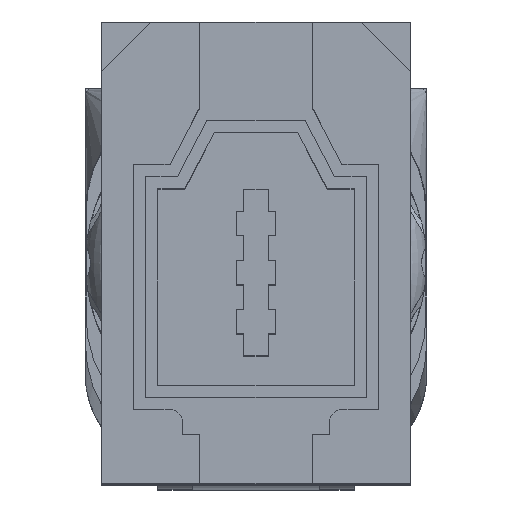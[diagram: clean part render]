
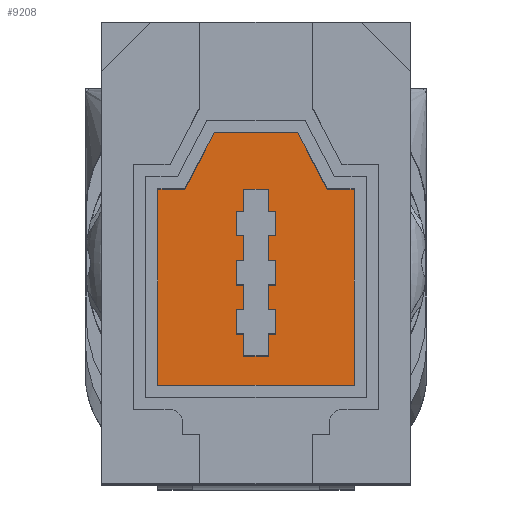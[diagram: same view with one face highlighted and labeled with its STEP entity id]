
A CAD part, top view. The second image highlights one B-rep face of the part: STEP entity #9208.
In plain terms, the highlighted planar face has unit normal (0, 0, 1).
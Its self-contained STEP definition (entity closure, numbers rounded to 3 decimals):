
#56=LINE('',#12109,#834);
#57=LINE('',#12112,#835);
#58=LINE('',#12114,#836);
#59=LINE('',#12116,#837);
#60=LINE('',#12118,#838);
#61=LINE('',#12120,#839);
#62=LINE('',#12122,#840);
#63=LINE('',#12124,#841);
#64=LINE('',#12125,#842);
#65=LINE('',#12128,#843);
#66=LINE('',#12130,#844);
#67=LINE('',#12132,#845);
#68=LINE('',#12134,#846);
#69=LINE('',#12136,#847);
#70=LINE('',#12138,#848);
#71=LINE('',#12140,#849);
#72=LINE('',#12142,#850);
#73=LINE('',#12144,#851);
#74=LINE('',#12146,#852);
#75=LINE('',#12148,#853);
#76=LINE('',#12150,#854);
#77=LINE('',#12152,#855);
#78=LINE('',#12154,#856);
#79=LINE('',#12156,#857);
#80=LINE('',#12158,#858);
#81=LINE('',#12160,#859);
#82=LINE('',#12162,#860);
#83=LINE('',#12164,#861);
#84=LINE('',#12166,#862);
#85=LINE('',#12168,#863);
#86=LINE('',#12170,#864);
#87=LINE('',#12172,#865);
#88=LINE('',#12174,#866);
#89=LINE('',#12176,#867);
#90=LINE('',#12178,#868);
#91=LINE('',#12180,#869);
#834=VECTOR('',#10168,1000.);
#835=VECTOR('',#10169,1000.);
#836=VECTOR('',#10170,1000.);
#837=VECTOR('',#10171,1000.);
#838=VECTOR('',#10172,1000.);
#839=VECTOR('',#10173,1000.);
#840=VECTOR('',#10174,1000.);
#841=VECTOR('',#10175,1000.);
#842=VECTOR('',#10176,1000.);
#843=VECTOR('',#10177,1000.);
#844=VECTOR('',#10178,1000.);
#845=VECTOR('',#10179,1000.);
#846=VECTOR('',#10180,1000.);
#847=VECTOR('',#10181,1000.);
#848=VECTOR('',#10182,1000.);
#849=VECTOR('',#10183,1000.);
#850=VECTOR('',#10184,1000.);
#851=VECTOR('',#10185,1000.);
#852=VECTOR('',#10186,1000.);
#853=VECTOR('',#10187,1000.);
#854=VECTOR('',#10188,1000.);
#855=VECTOR('',#10189,1000.);
#856=VECTOR('',#10190,1000.);
#857=VECTOR('',#10191,1000.);
#858=VECTOR('',#10192,1000.);
#859=VECTOR('',#10193,1000.);
#860=VECTOR('',#10194,1000.);
#861=VECTOR('',#10195,1000.);
#862=VECTOR('',#10196,1000.);
#863=VECTOR('',#10197,1000.);
#864=VECTOR('',#10198,1000.);
#865=VECTOR('',#10199,1000.);
#866=VECTOR('',#10200,1000.);
#867=VECTOR('',#10201,1000.);
#868=VECTOR('',#10202,1000.);
#869=VECTOR('',#10203,1000.);
#1612=PLANE('',#9579);
#2071=ORIENTED_EDGE('',*,*,#4115,.T.);
#2072=ORIENTED_EDGE('',*,*,#4116,.T.);
#2073=ORIENTED_EDGE('',*,*,#4117,.T.);
#2074=ORIENTED_EDGE('',*,*,#4118,.T.);
#2075=ORIENTED_EDGE('',*,*,#4119,.T.);
#2076=ORIENTED_EDGE('',*,*,#4120,.T.);
#2077=ORIENTED_EDGE('',*,*,#4121,.T.);
#2078=ORIENTED_EDGE('',*,*,#4122,.T.);
#2079=ORIENTED_EDGE('',*,*,#4123,.T.);
#2080=ORIENTED_EDGE('',*,*,#4124,.T.);
#2081=ORIENTED_EDGE('',*,*,#4125,.T.);
#2082=ORIENTED_EDGE('',*,*,#4126,.T.);
#2083=ORIENTED_EDGE('',*,*,#4127,.T.);
#2084=ORIENTED_EDGE('',*,*,#4128,.T.);
#2085=ORIENTED_EDGE('',*,*,#4129,.T.);
#2086=ORIENTED_EDGE('',*,*,#4130,.T.);
#2087=ORIENTED_EDGE('',*,*,#4131,.T.);
#2088=ORIENTED_EDGE('',*,*,#4132,.T.);
#2089=ORIENTED_EDGE('',*,*,#4133,.T.);
#2090=ORIENTED_EDGE('',*,*,#4134,.T.);
#2091=ORIENTED_EDGE('',*,*,#4135,.T.);
#2092=ORIENTED_EDGE('',*,*,#4136,.T.);
#2093=ORIENTED_EDGE('',*,*,#4137,.T.);
#2094=ORIENTED_EDGE('',*,*,#4138,.T.);
#2095=ORIENTED_EDGE('',*,*,#4139,.T.);
#2096=ORIENTED_EDGE('',*,*,#4140,.T.);
#2097=ORIENTED_EDGE('',*,*,#4141,.T.);
#2098=ORIENTED_EDGE('',*,*,#4142,.T.);
#2099=ORIENTED_EDGE('',*,*,#4143,.T.);
#2100=ORIENTED_EDGE('',*,*,#4144,.T.);
#2101=ORIENTED_EDGE('',*,*,#4145,.T.);
#2102=ORIENTED_EDGE('',*,*,#4146,.T.);
#2103=ORIENTED_EDGE('',*,*,#4147,.T.);
#2104=ORIENTED_EDGE('',*,*,#4148,.T.);
#2105=ORIENTED_EDGE('',*,*,#4149,.T.);
#2106=ORIENTED_EDGE('',*,*,#4150,.T.);
#4115=EDGE_CURVE('',#5137,#5138,#56,.T.);
#4116=EDGE_CURVE('',#5138,#5139,#57,.T.);
#4117=EDGE_CURVE('',#5139,#5140,#58,.T.);
#4118=EDGE_CURVE('',#5140,#5141,#59,.T.);
#4119=EDGE_CURVE('',#5141,#5142,#60,.T.);
#4120=EDGE_CURVE('',#5142,#5143,#61,.T.);
#4121=EDGE_CURVE('',#5143,#5144,#62,.T.);
#4122=EDGE_CURVE('',#5144,#5137,#63,.T.);
#4123=EDGE_CURVE('',#5145,#5146,#64,.T.);
#4124=EDGE_CURVE('',#5146,#5147,#65,.T.);
#4125=EDGE_CURVE('',#5147,#5148,#66,.T.);
#4126=EDGE_CURVE('',#5148,#5149,#67,.T.);
#4127=EDGE_CURVE('',#5149,#5150,#68,.T.);
#4128=EDGE_CURVE('',#5150,#5151,#69,.T.);
#4129=EDGE_CURVE('',#5151,#5152,#70,.T.);
#4130=EDGE_CURVE('',#5152,#5153,#71,.T.);
#4131=EDGE_CURVE('',#5153,#5154,#72,.T.);
#4132=EDGE_CURVE('',#5154,#5155,#73,.T.);
#4133=EDGE_CURVE('',#5155,#5156,#74,.T.);
#4134=EDGE_CURVE('',#5156,#5157,#75,.T.);
#4135=EDGE_CURVE('',#5157,#5158,#76,.T.);
#4136=EDGE_CURVE('',#5158,#5159,#77,.T.);
#4137=EDGE_CURVE('',#5159,#5160,#78,.T.);
#4138=EDGE_CURVE('',#5160,#5161,#79,.T.);
#4139=EDGE_CURVE('',#5161,#5162,#80,.T.);
#4140=EDGE_CURVE('',#5162,#5163,#81,.T.);
#4141=EDGE_CURVE('',#5163,#5164,#82,.T.);
#4142=EDGE_CURVE('',#5164,#5165,#83,.T.);
#4143=EDGE_CURVE('',#5165,#5166,#84,.T.);
#4144=EDGE_CURVE('',#5166,#5167,#85,.T.);
#4145=EDGE_CURVE('',#5167,#5168,#86,.T.);
#4146=EDGE_CURVE('',#5168,#5169,#87,.T.);
#4147=EDGE_CURVE('',#5169,#5170,#88,.T.);
#4148=EDGE_CURVE('',#5170,#5171,#89,.T.);
#4149=EDGE_CURVE('',#5171,#5172,#90,.T.);
#4150=EDGE_CURVE('',#5172,#5145,#91,.T.);
#5137=VERTEX_POINT('',#12110);
#5138=VERTEX_POINT('',#12111);
#5139=VERTEX_POINT('',#12113);
#5140=VERTEX_POINT('',#12115);
#5141=VERTEX_POINT('',#12117);
#5142=VERTEX_POINT('',#12119);
#5143=VERTEX_POINT('',#12121);
#5144=VERTEX_POINT('',#12123);
#5145=VERTEX_POINT('',#12126);
#5146=VERTEX_POINT('',#12127);
#5147=VERTEX_POINT('',#12129);
#5148=VERTEX_POINT('',#12131);
#5149=VERTEX_POINT('',#12133);
#5150=VERTEX_POINT('',#12135);
#5151=VERTEX_POINT('',#12137);
#5152=VERTEX_POINT('',#12139);
#5153=VERTEX_POINT('',#12141);
#5154=VERTEX_POINT('',#12143);
#5155=VERTEX_POINT('',#12145);
#5156=VERTEX_POINT('',#12147);
#5157=VERTEX_POINT('',#12149);
#5158=VERTEX_POINT('',#12151);
#5159=VERTEX_POINT('',#12153);
#5160=VERTEX_POINT('',#12155);
#5161=VERTEX_POINT('',#12157);
#5162=VERTEX_POINT('',#12159);
#5163=VERTEX_POINT('',#12161);
#5164=VERTEX_POINT('',#12163);
#5165=VERTEX_POINT('',#12165);
#5166=VERTEX_POINT('',#12167);
#5167=VERTEX_POINT('',#12169);
#5168=VERTEX_POINT('',#12171);
#5169=VERTEX_POINT('',#12173);
#5170=VERTEX_POINT('',#12175);
#5171=VERTEX_POINT('',#12177);
#5172=VERTEX_POINT('',#12179);
#5861=EDGE_LOOP('',(#2071,#2072,#2073,#2074,#2075,#2076,#2077,#2078));
#5862=EDGE_LOOP('',(#2079,#2080,#2081,#2082,#2083,#2084,#2085,#2086,#2087,
#2088,#2089,#2090,#2091,#2092,#2093,#2094,#2095,#2096,#2097,#2098,#2099,
#2100,#2101,#2102,#2103,#2104,#2105,#2106));
#6239=FACE_BOUND('',#5861,.T.);
#6240=FACE_BOUND('',#5862,.T.);
#9208=ADVANCED_FACE('',(#6239,#6240),#1612,.T.);
#9579=AXIS2_PLACEMENT_3D('',#12108,#10166,#10167);
#10166=DIRECTION('',(0.,0.,1.));
#10167=DIRECTION('',(1.,0.,0.));
#10168=DIRECTION('',(-1.,0.,0.));
#10169=DIRECTION('',(0.,-1.,0.));
#10170=DIRECTION('',(1.,0.,0.));
#10171=DIRECTION('',(0.,1.,0.));
#10172=DIRECTION('',(-1.,0.,0.));
#10173=DIRECTION('',(-0.463,0.887,0.));
#10174=DIRECTION('',(-1.,0.,0.));
#10175=DIRECTION('',(-0.463,-0.887,0.));
#10176=DIRECTION('',(-1.,0.,0.));
#10177=DIRECTION('',(0.,1.,0.));
#10178=DIRECTION('',(1.,0.,0.));
#10179=DIRECTION('',(0.,1.,0.));
#10180=DIRECTION('',(-1.,0.,0.));
#10181=DIRECTION('',(0.,1.,0.));
#10182=DIRECTION('',(1.,0.,0.));
#10183=DIRECTION('',(0.,1.,0.));
#10184=DIRECTION('',(1.,0.,0.));
#10185=DIRECTION('',(0.,-1.,0.));
#10186=DIRECTION('',(1.,0.,0.));
#10187=DIRECTION('',(0.,-1.,0.));
#10188=DIRECTION('',(-1.,0.,0.));
#10189=DIRECTION('',(0.,-1.,0.));
#10190=DIRECTION('',(1.,0.,0.));
#10191=DIRECTION('',(0.,-1.,0.));
#10192=DIRECTION('',(-1.,0.,0.));
#10193=DIRECTION('',(0.,-1.,0.));
#10194=DIRECTION('',(1.,0.,0.));
#10195=DIRECTION('',(0.,-1.,0.));
#10196=DIRECTION('',(-1.,0.,0.));
#10197=DIRECTION('',(0.,-1.,0.));
#10198=DIRECTION('',(-1.,0.,0.));
#10199=DIRECTION('',(0.,1.,0.));
#10200=DIRECTION('',(-1.,0.,0.));
#10201=DIRECTION('',(0.,1.,0.));
#10202=DIRECTION('',(1.,0.,0.));
#10203=DIRECTION('',(0.,1.,0.));
#12108=CARTESIAN_POINT('',(0.,0.,183.2));
#12109=CARTESIAN_POINT('',(-2.9,2.6,183.2));
#12110=CARTESIAN_POINT('',(-2.9,2.6,183.2));
#12111=CARTESIAN_POINT('',(-4.,2.6,183.2));
#12112=CARTESIAN_POINT('',(-4.,2.6,183.2));
#12113=CARTESIAN_POINT('',(-4.,-5.4,183.2));
#12114=CARTESIAN_POINT('',(-4.,-5.4,183.2));
#12115=CARTESIAN_POINT('',(4.,-5.4,183.2));
#12116=CARTESIAN_POINT('',(4.,-5.4,183.2));
#12117=CARTESIAN_POINT('',(4.,2.6,183.2));
#12118=CARTESIAN_POINT('',(4.,2.6,183.2));
#12119=CARTESIAN_POINT('',(2.9,2.6,183.2));
#12120=CARTESIAN_POINT('',(2.9,2.6,183.2));
#12121=CARTESIAN_POINT('',(1.7,4.9,183.2));
#12122=CARTESIAN_POINT('',(1.7,4.9,183.2));
#12123=CARTESIAN_POINT('',(-1.7,4.9,183.2));
#12124=CARTESIAN_POINT('',(-1.7,4.9,183.2));
#12125=CARTESIAN_POINT('',(0.,-1.3,183.2));
#12126=CARTESIAN_POINT('',(-0.5,-1.3,183.2));
#12127=CARTESIAN_POINT('',(-0.8,-1.3,183.2));
#12128=CARTESIAN_POINT('',(-0.8,0.,183.2));
#12129=CARTESIAN_POINT('',(-0.8,-0.3,183.2));
#12130=CARTESIAN_POINT('',(0.,-0.3,183.2));
#12131=CARTESIAN_POINT('',(-0.5,-0.3,183.2));
#12132=CARTESIAN_POINT('',(-0.5,0.,183.2));
#12133=CARTESIAN_POINT('',(-0.5,0.7,183.2));
#12134=CARTESIAN_POINT('',(0.,0.7,183.2));
#12135=CARTESIAN_POINT('',(-0.8,0.7,183.2));
#12136=CARTESIAN_POINT('',(-0.8,0.,183.2));
#12137=CARTESIAN_POINT('',(-0.8,1.7,183.2));
#12138=CARTESIAN_POINT('',(0.,1.7,183.2));
#12139=CARTESIAN_POINT('',(-0.5,1.7,183.2));
#12140=CARTESIAN_POINT('',(-0.5,0.,183.2));
#12141=CARTESIAN_POINT('',(-0.5,2.6,183.2));
#12142=CARTESIAN_POINT('',(0.,2.6,183.2));
#12143=CARTESIAN_POINT('',(0.5,2.6,183.2));
#12144=CARTESIAN_POINT('',(0.5,0.,183.2));
#12145=CARTESIAN_POINT('',(0.5,1.7,183.2));
#12146=CARTESIAN_POINT('',(0.,1.7,183.2));
#12147=CARTESIAN_POINT('',(0.8,1.7,183.2));
#12148=CARTESIAN_POINT('',(0.8,0.,183.2));
#12149=CARTESIAN_POINT('',(0.8,0.7,183.2));
#12150=CARTESIAN_POINT('',(0.,0.7,183.2));
#12151=CARTESIAN_POINT('',(0.5,0.7,183.2));
#12152=CARTESIAN_POINT('',(0.5,0.,183.2));
#12153=CARTESIAN_POINT('',(0.5,-0.3,183.2));
#12154=CARTESIAN_POINT('',(0.,-0.3,183.2));
#12155=CARTESIAN_POINT('',(0.8,-0.3,183.2));
#12156=CARTESIAN_POINT('',(0.8,0.,183.2));
#12157=CARTESIAN_POINT('',(0.8,-1.3,183.2));
#12158=CARTESIAN_POINT('',(0.,-1.3,183.2));
#12159=CARTESIAN_POINT('',(0.5,-1.3,183.2));
#12160=CARTESIAN_POINT('',(0.5,0.,183.2));
#12161=CARTESIAN_POINT('',(0.5,-2.3,183.2));
#12162=CARTESIAN_POINT('',(0.,-2.3,183.2));
#12163=CARTESIAN_POINT('',(0.8,-2.3,183.2));
#12164=CARTESIAN_POINT('',(0.8,0.,183.2));
#12165=CARTESIAN_POINT('',(0.8,-3.3,183.2));
#12166=CARTESIAN_POINT('',(0.,-3.3,183.2));
#12167=CARTESIAN_POINT('',(0.5,-3.3,183.2));
#12168=CARTESIAN_POINT('',(0.5,0.,183.2));
#12169=CARTESIAN_POINT('',(0.5,-4.2,183.2));
#12170=CARTESIAN_POINT('',(0.,-4.2,183.2));
#12171=CARTESIAN_POINT('',(-0.5,-4.2,183.2));
#12172=CARTESIAN_POINT('',(-0.5,0.,183.2));
#12173=CARTESIAN_POINT('',(-0.5,-3.3,183.2));
#12174=CARTESIAN_POINT('',(0.,-3.3,183.2));
#12175=CARTESIAN_POINT('',(-0.8,-3.3,183.2));
#12176=CARTESIAN_POINT('',(-0.8,0.,183.2));
#12177=CARTESIAN_POINT('',(-0.8,-2.3,183.2));
#12178=CARTESIAN_POINT('',(0.,-2.3,183.2));
#12179=CARTESIAN_POINT('',(-0.5,-2.3,183.2));
#12180=CARTESIAN_POINT('',(-0.5,0.,183.2));
